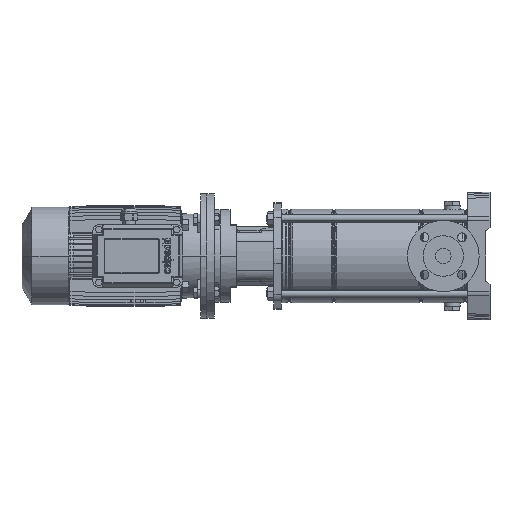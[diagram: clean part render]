
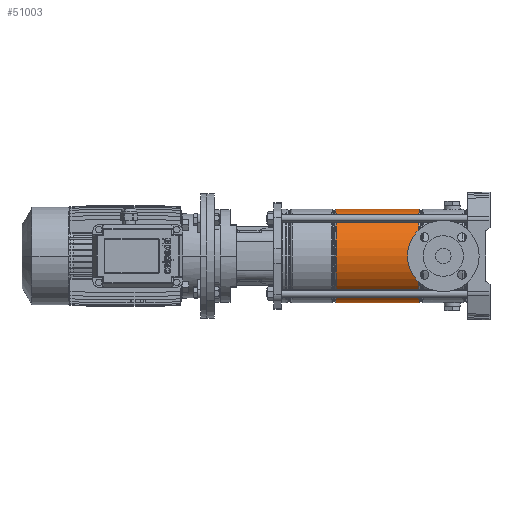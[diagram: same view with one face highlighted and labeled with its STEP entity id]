
A CAD part, left-side view. The second image highlights one B-rep face of the part: STEP entity #51003.
In plain terms, the highlighted cylindrical face has radius 74.9 mm (diameter 149.8 mm), a partial arc.
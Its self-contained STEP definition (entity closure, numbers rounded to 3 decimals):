
#483 = EDGE_CURVE ( 'NONE', #4860, #9507, #49197, .T. ) ;
#1685 = DIRECTION ( 'NONE',  ( -1., 0., 0. ) ) ;
#3267 = AXIS2_PLACEMENT_3D ( 'NONE', #12154, #23408, #23755 ) ;
#3974 = DIRECTION ( 'NONE',  ( 1., 0., 0. ) ) ;
#4453 = VERTEX_POINT ( 'NONE', #42024 ) ;
#4790 = EDGE_CURVE ( 'NONE', #20607, #4453, #5390, .T. ) ;
#4860 = VERTEX_POINT ( 'NONE', #50879 ) ;
#5246 = ORIENTED_EDGE ( 'NONE', *, *, #483, .F. ) ;
#5390 = LINE ( 'NONE', #35132, #15867 ) ;
#7136 = CYLINDRICAL_SURFACE ( 'NONE', #41424, 74.9 ) ;
#9507 = VERTEX_POINT ( 'NONE', #11949 ) ;
#10037 = CIRCLE ( 'NONE', #29689, 74.9 ) ;
#11949 = CARTESIAN_POINT ( 'NONE',  ( -74.9, 0., 87.279 ) ) ;
#12154 = CARTESIAN_POINT ( 'NONE',  ( 0., 0., 87.279 ) ) ;
#15867 = VECTOR ( 'NONE', #46400, 1000. ) ;
#17185 = EDGE_LOOP ( 'NONE', ( #63942, #34523, #44755, #5246 ) ) ;
#20607 = VERTEX_POINT ( 'NONE', #48088 ) ;
#23408 = DIRECTION ( 'NONE',  ( 0., 0., 1. ) ) ;
#23562 = CARTESIAN_POINT ( 'NONE',  ( -74.9, 0., 0. ) ) ;
#23755 = DIRECTION ( 'NONE',  ( 1., 0., 0. ) ) ;
#29284 = CARTESIAN_POINT ( 'NONE',  ( 0., 0., 219.221 ) ) ;
#29689 = AXIS2_PLACEMENT_3D ( 'NONE', #29284, #50804, #3974 ) ;
#32727 = CIRCLE ( 'NONE', #3267, 74.9 ) ;
#34523 = ORIENTED_EDGE ( 'NONE', *, *, #4790, .T. ) ;
#35132 = CARTESIAN_POINT ( 'NONE',  ( 74.9, 0., 0. ) ) ;
#38925 = DIRECTION ( 'NONE',  ( 0., 0., -1. ) ) ;
#41424 = AXIS2_PLACEMENT_3D ( 'NONE', #43723, #38925, #1685 ) ;
#42024 = CARTESIAN_POINT ( 'NONE',  ( 74.9, 0., 87.279 ) ) ;
#43723 = CARTESIAN_POINT ( 'NONE',  ( 0., 0., 0. ) ) ;
#44755 = ORIENTED_EDGE ( 'NONE', *, *, #52998, .T. ) ;
#45238 = VECTOR ( 'NONE', #54325, 1000. ) ;
#46400 = DIRECTION ( 'NONE',  ( 0., 0., -1. ) ) ;
#48088 = CARTESIAN_POINT ( 'NONE',  ( 74.9, 0., 219.221 ) ) ;
#49197 = LINE ( 'NONE', #23562, #45238 ) ;
#50804 = DIRECTION ( 'NONE',  ( 0., 0., -1. ) ) ;
#50879 = CARTESIAN_POINT ( 'NONE',  ( -74.9, 0., 219.221 ) ) ;
#51003 = ADVANCED_FACE ( 'NONE', ( #60122 ), #7136, .T. ) ;
#52998 = EDGE_CURVE ( 'NONE', #4453, #9507, #32727, .T. ) ;
#54325 = DIRECTION ( 'NONE',  ( 0., 0., -1. ) ) ;
#55185 = EDGE_CURVE ( 'NONE', #4860, #20607, #10037, .T. ) ;
#60122 = FACE_OUTER_BOUND ( 'NONE', #17185, .T. ) ;
#63942 = ORIENTED_EDGE ( 'NONE', *, *, #55185, .T. ) ;
